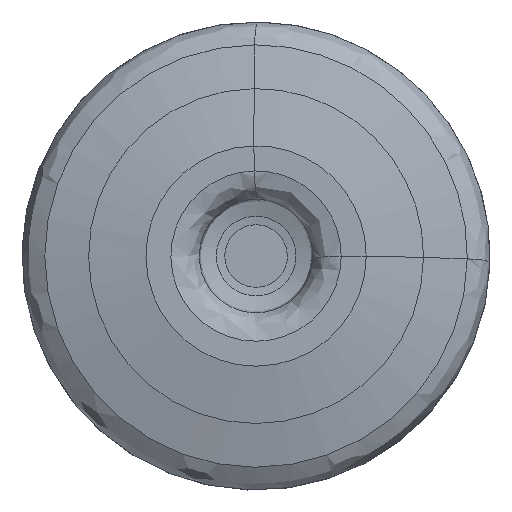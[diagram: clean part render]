
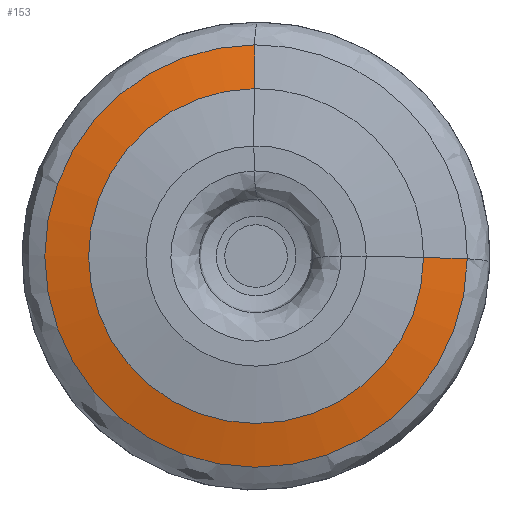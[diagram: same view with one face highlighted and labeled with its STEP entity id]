
A CAD part, left-side view. The second image highlights one B-rep face of the part: STEP entity #153.
In plain terms, the highlighted free-form (B-spline) face has degree [1, 3] with [2, 7] control points.
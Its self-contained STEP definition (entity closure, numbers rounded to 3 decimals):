
#153=ADVANCED_FACE('',(#240),#211,.F.);
#211=(
BOUNDED_SURFACE()
B_SPLINE_SURFACE(1,3,((#1303,#1304,#1305,#1306,#1307,#1308,#1309),(#1310,
#1311,#1312,#1313,#1314,#1315,#1316)),.UNSPECIFIED.,.F.,.F.,.F.)
B_SPLINE_SURFACE_WITH_KNOTS((2,2),(4,3,4),(0.,1.),(0.,0.5,1.),
 .UNSPECIFIED.)
GEOMETRIC_REPRESENTATION_ITEM()
RATIONAL_B_SPLINE_SURFACE(((1.,0.592,0.592,1.,0.592,
0.592,1.),(1.,0.592,0.592,1.,0.592,
0.592,1.)))
REPRESENTATION_ITEM('')
SURFACE()
);
#240=FACE_OUTER_BOUND('',#274,.T.);
#274=EDGE_LOOP('',(#454,#455,#456,#457));
#363=CIRCLE('',#807,11.451);
#364=CIRCLE('',#808,14.444);
#454=ORIENTED_EDGE('',*,*,#682,.F.);
#455=ORIENTED_EDGE('',*,*,#683,.F.);
#456=ORIENTED_EDGE('',*,*,#679,.T.);
#457=ORIENTED_EDGE('',*,*,#684,.F.);
#612=VERTEX_POINT('',#1280);
#613=VERTEX_POINT('',#1281);
#614=VERTEX_POINT('',#1299);
#615=VERTEX_POINT('',#1300);
#679=EDGE_CURVE('',#612,#613,#363,.T.);
#682=EDGE_CURVE('',#614,#615,#364,.T.);
#683=EDGE_CURVE('',#612,#614,#756,.T.);
#684=EDGE_CURVE('',#615,#613,#757,.T.);
#756=LINE('',#1301,#780);
#757=LINE('',#1302,#781);
#780=VECTOR('',#935,1.);
#781=VECTOR('',#936,1.);
#807=AXIS2_PLACEMENT_3D('',#1279,#929,#930);
#808=AXIS2_PLACEMENT_3D('',#1298,#933,#934);
#929=DIRECTION('',(1.,0.,0.));
#930=DIRECTION('',(0.,-1.,-0.008));
#933=DIRECTION('',(1.,0.,0.));
#934=DIRECTION('',(0.,-1.,-0.013));
#935=DIRECTION('',(0.223,-0.974,-0.031));
#936=DIRECTION('',(-0.223,0.012,-0.975));
#1279=CARTESIAN_POINT('',(0.685,0.,0.));
#1280=CARTESIAN_POINT('',(0.685,-11.45,-0.096));
#1281=CARTESIAN_POINT('',(0.685,0.132,11.45));
#1298=CARTESIAN_POINT('',(1.369,0.,0.));
#1299=CARTESIAN_POINT('',(1.369,-14.443,-0.192));
#1300=CARTESIAN_POINT('',(1.369,0.096,14.444));
#1301=CARTESIAN_POINT('',(0.685,-11.45,-0.096));
#1302=CARTESIAN_POINT('',(0.685,0.132,11.45));
#1303=CARTESIAN_POINT('',(0.685,-11.45,-0.096));
#1304=CARTESIAN_POINT('',(0.685,-11.351,-11.994));
#1305=CARTESIAN_POINT('',(0.685,-0.342,-16.51));
#1306=CARTESIAN_POINT('',(0.685,8.084,-8.11));
#1307=CARTESIAN_POINT('',(0.685,16.511,0.29));
#1308=CARTESIAN_POINT('',(0.685,12.03,11.313));
#1309=CARTESIAN_POINT('',(0.685,0.132,11.45));
#1310=CARTESIAN_POINT('',(1.369,-14.443,-0.192));
#1311=CARTESIAN_POINT('',(1.369,-14.243,-15.2));
#1312=CARTESIAN_POINT('',(1.369,-0.329,-20.828));
#1313=CARTESIAN_POINT('',(1.369,10.248,-10.18));
#1314=CARTESIAN_POINT('',(1.369,20.825,0.469));
#1315=CARTESIAN_POINT('',(1.369,15.104,14.345));
#1316=CARTESIAN_POINT('',(1.369,0.096,14.444));
